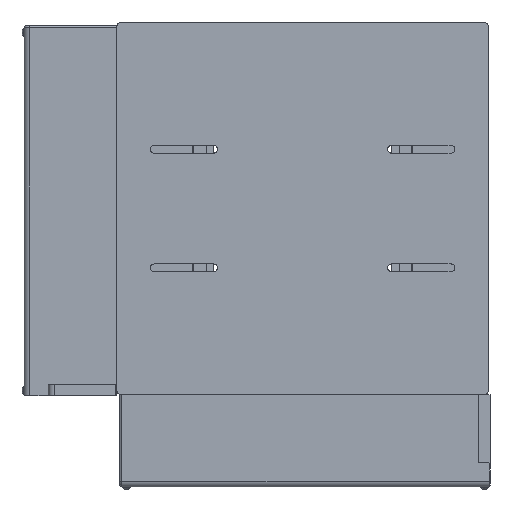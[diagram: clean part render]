
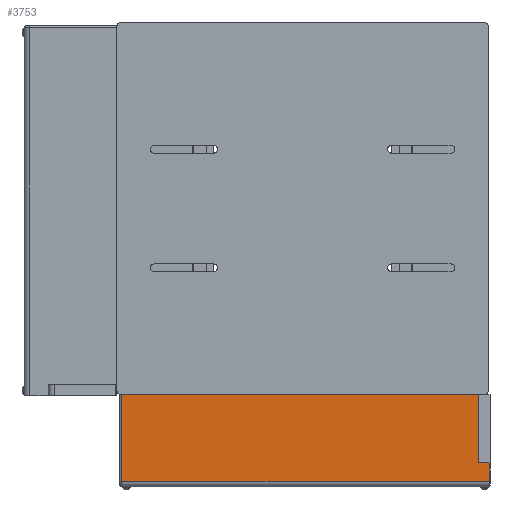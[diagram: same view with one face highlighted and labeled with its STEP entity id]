
A CAD part, front view. The second image highlights one B-rep face of the part: STEP entity #3753.
In plain terms, the highlighted planar face has unit normal (0, -1, 0).
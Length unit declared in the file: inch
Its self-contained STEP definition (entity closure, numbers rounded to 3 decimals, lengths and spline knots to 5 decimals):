
#48 = VERTEX_POINT ( 'NONE', #3694 ) ;
#433 = CARTESIAN_POINT ( 'NONE',  ( -6.062, 0.10957, -9.18814 ) ) ;
#714 = VERTEX_POINT ( 'NONE', #8968 ) ;
#979 = DIRECTION ( 'NONE',  ( 1., 0., 0. ) ) ;
#1279 = EDGE_CURVE ( 'NONE', #714, #10129, #5626, .T. ) ;
#1620 = VECTOR ( 'NONE', #3477, 39.37008 ) ;
#1705 = CARTESIAN_POINT ( 'NONE',  ( 5.938, 0.10957, -9.18814 ) ) ;
#1864 = EDGE_CURVE ( 'NONE', #48, #5523, #8805, .T. ) ;
#1897 = VECTOR ( 'NONE', #979, 39.37008 ) ;
#1913 = ORIENTED_EDGE ( 'NONE', *, *, #5746, .T. ) ;
#2283 = CARTESIAN_POINT ( 'NONE',  ( 5.938, 0.10957, -6.26564 ) ) ;
#2485 = DIRECTION ( 'NONE',  ( 0., 0., 1. ) ) ;
#2830 = LINE ( 'NONE', #6556, #7885 ) ;
#2847 = EDGE_CURVE ( 'NONE', #48, #714, #7134, .T. ) ;
#3084 = AXIS2_PLACEMENT_3D ( 'NONE', #11799, #3435, #7165 ) ;
#3435 = DIRECTION ( 'NONE',  ( 0., -1., 0. ) ) ;
#3477 = DIRECTION ( 'NONE',  ( 0., 0., 1. ) ) ;
#3646 = VERTEX_POINT ( 'NONE', #2283 ) ;
#3694 = CARTESIAN_POINT ( 'NONE',  ( -6.0928, 0.10957, -9.18814 ) ) ;
#3753 = ADVANCED_FACE ( 'NONE', ( #4345 ), #8063, .T. ) ;
#3951 = VERTEX_POINT ( 'NONE', #11309 ) ;
#4159 = DIRECTION ( 'NONE',  ( 1., 0., 0. ) ) ;
#4207 = EDGE_CURVE ( 'NONE', #5523, #6736, #8106, .T. ) ;
#4345 = FACE_OUTER_BOUND ( 'NONE', #9577, .T. ) ;
#4416 = LINE ( 'NONE', #8136, #10964 ) ;
#4670 = CARTESIAN_POINT ( 'NONE',  ( 6.298, 0.10957, -8.56264 ) ) ;
#4985 = ORIENTED_EDGE ( 'NONE', *, *, #1279, .F. ) ;
#5198 = ORIENTED_EDGE ( 'NONE', *, *, #4207, .T. ) ;
#5425 = DIRECTION ( 'NONE',  ( 0., 0., 1. ) ) ;
#5523 = VERTEX_POINT ( 'NONE', #6068 ) ;
#5626 = LINE ( 'NONE', #9360, #1897 ) ;
#5746 = EDGE_CURVE ( 'NONE', #3951, #3646, #2830, .T. ) ;
#6068 = CARTESIAN_POINT ( 'NONE',  ( 6.298, 0.10957, -9.18814 ) ) ;
#6193 = VECTOR ( 'NONE', #2485, 39.37008 ) ;
#6556 = CARTESIAN_POINT ( 'NONE',  ( 5.938, 0.10957, -9.18814 ) ) ;
#6736 = VERTEX_POINT ( 'NONE', #4670 ) ;
#6781 = ORIENTED_EDGE ( 'NONE', *, *, #7849, .T. ) ;
#7096 = CARTESIAN_POINT ( 'NONE',  ( 5.938, 0.10957, -6.25014 ) ) ;
#7134 = LINE ( 'NONE', #10854, #6193 ) ;
#7165 = DIRECTION ( 'NONE',  ( -1., 0., 0. ) ) ;
#7442 = EDGE_CURVE ( 'NONE', #3646, #10129, #10063, .T. ) ;
#7849 = EDGE_CURVE ( 'NONE', #6736, #3951, #4416, .T. ) ;
#7885 = VECTOR ( 'NONE', #10282, 39.37008 ) ;
#8063 = PLANE ( 'NONE',  #3084 ) ;
#8106 = LINE ( 'NONE', #11846, #1620 ) ;
#8136 = CARTESIAN_POINT ( 'NONE',  ( 6.298, 0.10957, -8.56264 ) ) ;
#8643 = VECTOR ( 'NONE', #5425, 39.37008 ) ;
#8805 = LINE ( 'NONE', #433, #9330 ) ;
#8806 = ORIENTED_EDGE ( 'NONE', *, *, #1864, .T. ) ;
#8968 = CARTESIAN_POINT ( 'NONE',  ( -6.0928, 0.10957, -6.25014 ) ) ;
#9330 = VECTOR ( 'NONE', #4159, 39.37008 ) ;
#9360 = CARTESIAN_POINT ( 'NONE',  ( -9.72274, 0.10957, -6.25014 ) ) ;
#9577 = EDGE_LOOP ( 'NONE', ( #9931, #8806, #5198, #6781, #1913, #11876, #4985 ) ) ;
#9931 = ORIENTED_EDGE ( 'NONE', *, *, #2847, .F. ) ;
#10063 = LINE ( 'NONE', #1705, #8643 ) ;
#10129 = VERTEX_POINT ( 'NONE', #7096 ) ;
#10282 = DIRECTION ( 'NONE',  ( 0., 0., 1. ) ) ;
#10854 = CARTESIAN_POINT ( 'NONE',  ( -6.0928, 0.10957, -9.18814 ) ) ;
#10964 = VECTOR ( 'NONE', #11874, 39.37008 ) ;
#11309 = CARTESIAN_POINT ( 'NONE',  ( 5.938, 0.10957, -8.56264 ) ) ;
#11799 = CARTESIAN_POINT ( 'NONE',  ( 6.298, 0.10957, -9.18814 ) ) ;
#11846 = CARTESIAN_POINT ( 'NONE',  ( 6.298, 0.10957, -9.18814 ) ) ;
#11874 = DIRECTION ( 'NONE',  ( -1., 0., 0. ) ) ;
#11876 = ORIENTED_EDGE ( 'NONE', *, *, #7442, .T. ) ;
